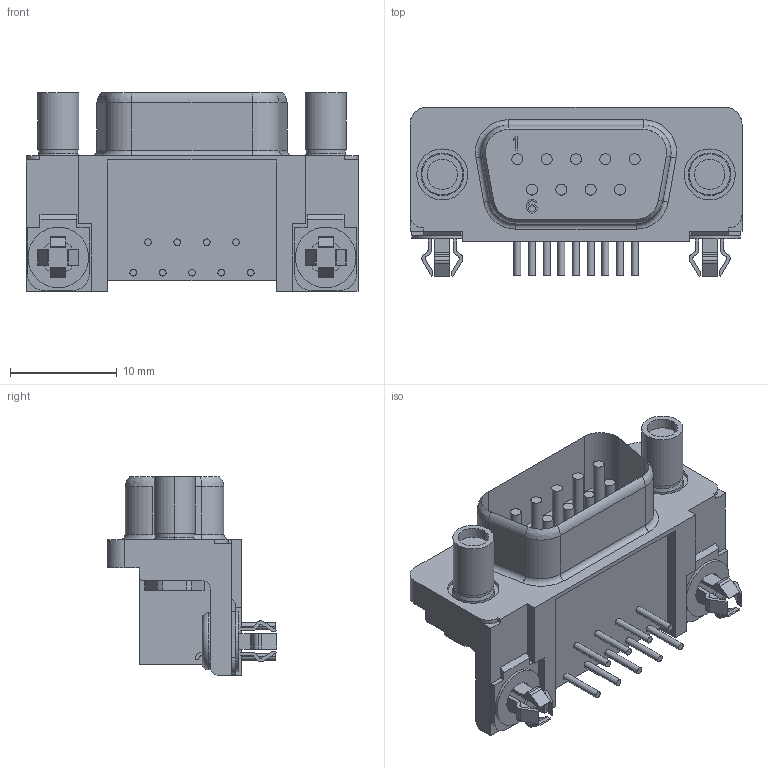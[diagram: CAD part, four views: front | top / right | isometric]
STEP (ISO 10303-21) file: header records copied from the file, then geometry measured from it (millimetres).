
FILE_DESCRIPTION(('STEP AP242'),'1');
FILE_NAME('5747840-6.stp','2021-01-28T10:03:30',('TraceParts'),('TraceParts S.A.'),'Spatial InterOp 3D',' ',' ');
FILE_SCHEMA(('AP242_MANAGED_MODEL_BASED_3D_ENGINEERING_MIM_LF {1 0 10303 442 1 1 4}'));
Length unit declared in the file: millimetre
Products named in the file (1): 5747840-6
Bounding box: 31.04 x 15.81 x 18.6 mm (x, y, z)
Volume: 2972.3 mm3; surface area: 3087.7 mm2
Topology: 1 solids, 3 shells, 545 faces, 1419 edges, 926 vertices
Faces by surface type: plane 315, cylinder 210, torus 12, cone 4, bspline 4
Entity records: 16858 total; most frequent: CARTESIAN_POINT 3077, DIRECTION 2933, ORIENTED_EDGE 2838, EDGE_CURVE 1419, AXIS2_PLACEMENT_3D 986, LINE 961, VECTOR 961, VERTEX_POINT 926
